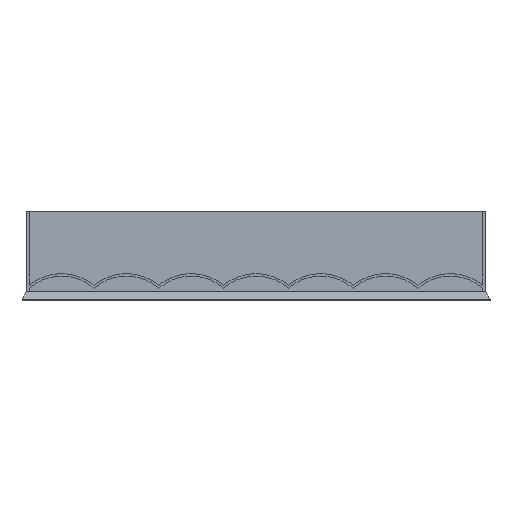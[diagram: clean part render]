
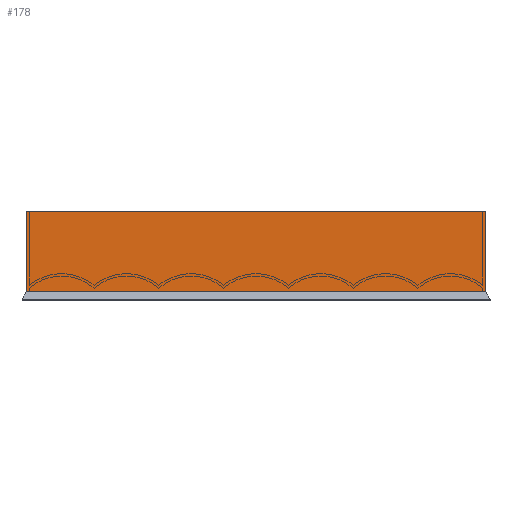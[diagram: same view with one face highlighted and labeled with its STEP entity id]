
A CAD part, left-side view. The second image highlights one B-rep face of the part: STEP entity #178.
In plain terms, the highlighted planar face has unit normal (-1, 0, 0).
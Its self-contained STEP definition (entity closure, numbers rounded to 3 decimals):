
#48 = CARTESIAN_POINT ( 'NONE',  ( -338.5, -188.5, 7. ) ) ;
#50 = CARTESIAN_POINT ( 'NONE',  ( -338.5, 188.5, 7. ) ) ;
#178 = ADVANCED_FACE ( 'NONE', ( #1454 ), #671, .T. ) ;
#241 = EDGE_CURVE ( 'NONE', #1131, #2056, #484, .T. ) ;
#269 = LINE ( 'NONE', #1089, #569 ) ;
#375 = VERTEX_POINT ( 'NONE', #954 ) ;
#463 = CARTESIAN_POINT ( 'NONE',  ( -338.5, -188.5, 73. ) ) ;
#484 = LINE ( 'NONE', #2197, #1371 ) ;
#500 = CARTESIAN_POINT ( 'NONE',  ( -338.5, -188.5, 73. ) ) ;
#549 = VERTEX_POINT ( 'NONE', #50 ) ;
#569 = VECTOR ( 'NONE', #1853, 1000. ) ;
#600 = ORIENTED_EDGE ( 'NONE', *, *, #1106, .T. ) ;
#671 = PLANE ( 'NONE',  #924 ) ;
#784 = LINE ( 'NONE', #500, #1572 ) ;
#854 = DIRECTION ( 'NONE',  ( 0., 0., -1. ) ) ;
#924 = AXIS2_PLACEMENT_3D ( 'NONE', #463, #1408, #1795 ) ;
#954 = CARTESIAN_POINT ( 'NONE',  ( -338.5, 188.5, 73. ) ) ;
#1015 = CARTESIAN_POINT ( 'NONE',  ( -338.5, -188.5, 73. ) ) ;
#1089 = CARTESIAN_POINT ( 'NONE',  ( -338.5, 188.5, 73. ) ) ;
#1106 = EDGE_CURVE ( 'NONE', #549, #2056, #1622, .T. ) ;
#1123 = ORIENTED_EDGE ( 'NONE', *, *, #241, .F. ) ;
#1131 = VERTEX_POINT ( 'NONE', #1015 ) ;
#1291 = DIRECTION ( 'NONE',  ( 0., 1., 0. ) ) ;
#1347 = EDGE_CURVE ( 'NONE', #1131, #375, #784, .T. ) ;
#1358 = CARTESIAN_POINT ( 'NONE',  ( -338.5, -188.5, 7. ) ) ;
#1371 = VECTOR ( 'NONE', #854, 1000. ) ;
#1408 = DIRECTION ( 'NONE',  ( -1., 0., 0. ) ) ;
#1454 = FACE_OUTER_BOUND ( 'NONE', #1461, .T. ) ;
#1461 = EDGE_LOOP ( 'NONE', ( #1474, #600, #1123, #1972 ) ) ;
#1471 = EDGE_CURVE ( 'NONE', #375, #549, #269, .T. ) ;
#1474 = ORIENTED_EDGE ( 'NONE', *, *, #1471, .T. ) ;
#1572 = VECTOR ( 'NONE', #1291, 1000. ) ;
#1591 = DIRECTION ( 'NONE',  ( 0., -1., 0. ) ) ;
#1622 = LINE ( 'NONE', #48, #1713 ) ;
#1713 = VECTOR ( 'NONE', #1591, 1000. ) ;
#1795 = DIRECTION ( 'NONE',  ( 0., 0., -1. ) ) ;
#1853 = DIRECTION ( 'NONE',  ( 0., 0., -1. ) ) ;
#1972 = ORIENTED_EDGE ( 'NONE', *, *, #1347, .T. ) ;
#2056 = VERTEX_POINT ( 'NONE', #1358 ) ;
#2197 = CARTESIAN_POINT ( 'NONE',  ( -338.5, -188.5, 73. ) ) ;
